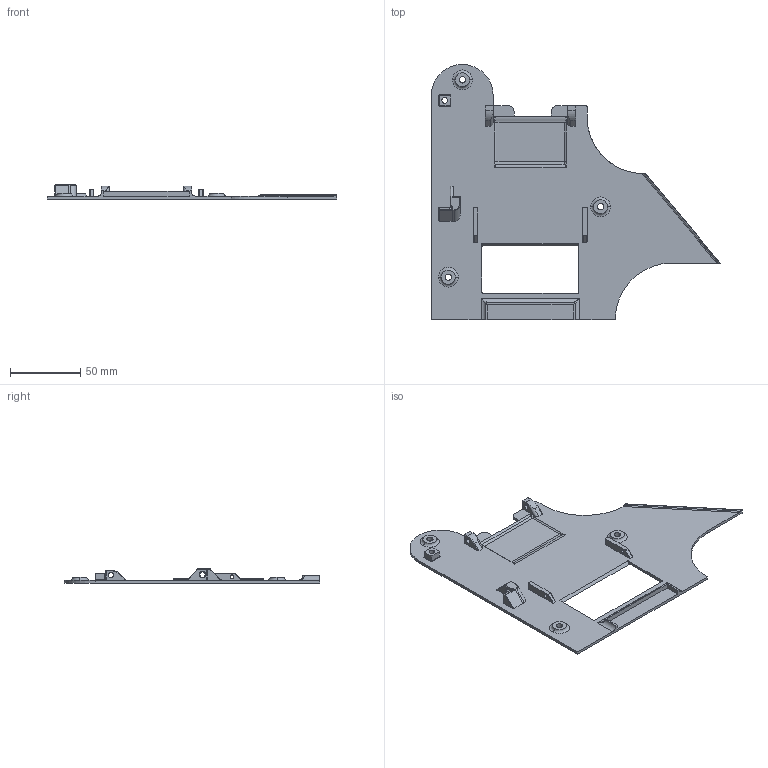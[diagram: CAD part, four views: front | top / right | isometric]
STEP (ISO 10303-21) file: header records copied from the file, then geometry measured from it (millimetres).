
FILE_DESCRIPTION (( 'STEP AP214' ), '1' );
FILE_NAME ('CFV5_Scale_Baseplate.STEP', '2025-01-11T16:59:36', ( '' ), ( '' ), 'SwSTEP 2.0', 'SolidWorks 2025', '' );
FILE_SCHEMA (( 'AUTOMOTIVE_DESIGN' ));
Length unit declared in the file: millimetre
Products named in the file (1): CFV5_Scale_Baseplate
Bounding box: 205.1 x 180.9 x 10 mm (x, y, z)
Volume: 44393.3 mm3; surface area: 46334.3 mm2
Topology: 1 solids, 1 shells, 195 faces, 505 edges, 310 vertices
Faces by surface type: cylinder 91, plane 62, bspline 22, torus 14, sphere 4, cone 2
Entity records: 6369 total; most frequent: CARTESIAN_POINT 1756, ORIENTED_EDGE 988, DIRECTION 934, EDGE_CURVE 494, AXIS2_PLACEMENT_3D 338, VERTEX_POINT 310, VECTOR 258, LINE 258
